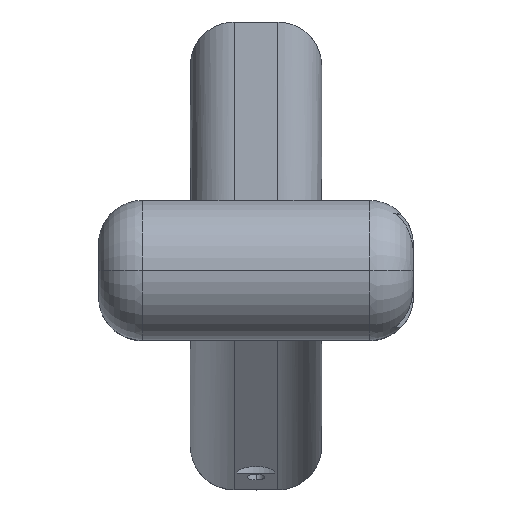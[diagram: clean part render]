
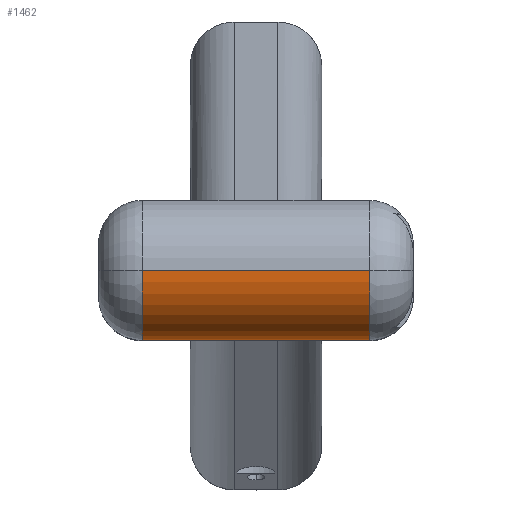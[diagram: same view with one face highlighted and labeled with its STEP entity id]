
A CAD part, top view. The second image highlights one B-rep face of the part: STEP entity #1462.
In plain terms, the highlighted cylindrical face has radius 8 mm (diameter 16 mm), a partial arc.
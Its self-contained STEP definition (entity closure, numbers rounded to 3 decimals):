
#11 = DIRECTION ( 'NONE',  ( 1., 0., 0. ) ) ;
#45 = AXIS2_PLACEMENT_3D ( 'NONE', #2708, #1057, #2233 ) ;
#205 = CARTESIAN_POINT ( 'NONE',  ( -2.5, -8., 64. ) ) ;
#229 = LINE ( 'NONE', #1386, #2212 ) ;
#280 = VERTEX_POINT ( 'NONE', #1806 ) ;
#319 = VERTEX_POINT ( 'NONE', #1140 ) ;
#386 = DIRECTION ( 'NONE',  ( -1., 0., 0. ) ) ;
#398 = VERTEX_POINT ( 'NONE', #683 ) ;
#435 = CARTESIAN_POINT ( 'NONE',  ( 18., 0., 72. ) ) ;
#501 = DIRECTION ( 'NONE',  ( 0., 0., -1. ) ) ;
#550 = ORIENTED_EDGE ( 'NONE', *, *, #1551, .T. ) ;
#575 = VERTEX_POINT ( 'NONE', #1037 ) ;
#673 = EDGE_CURVE ( 'NONE', #319, #575, #1644, .T. ) ;
#683 = CARTESIAN_POINT ( 'NONE',  ( -13., 0., 72. ) ) ;
#731 = AXIS2_PLACEMENT_3D ( 'NONE', #935, #11, #501 ) ;
#862 = ORIENTED_EDGE ( 'NONE', *, *, #1727, .T. ) ;
#897 = ORIENTED_EDGE ( 'NONE', *, *, #945, .F. ) ;
#935 = CARTESIAN_POINT ( 'NONE',  ( -13., 0., 64. ) ) ;
#945 = EDGE_CURVE ( 'NONE', #575, #1999, #1099, .T. ) ;
#1037 = CARTESIAN_POINT ( 'NONE',  ( 2.5, -8., 64. ) ) ;
#1057 = DIRECTION ( 'NONE',  ( -1., 0., 0. ) ) ;
#1099 = LINE ( 'NONE', #2971, #2474 ) ;
#1104 = DIRECTION ( 'NONE',  ( 0., 0., 1. ) ) ;
#1140 = CARTESIAN_POINT ( 'NONE',  ( 13., -8., 64. ) ) ;
#1233 = VECTOR ( 'NONE', #2565, 1000. ) ;
#1314 = ORIENTED_EDGE ( 'NONE', *, *, #673, .F. ) ;
#1386 = CARTESIAN_POINT ( 'NONE',  ( 18., -8., 64. ) ) ;
#1462 = ADVANCED_FACE ( 'NONE', ( #1801 ), #1563, .T. ) ;
#1551 = EDGE_CURVE ( 'NONE', #398, #2969, #1723, .T. ) ;
#1563 = CYLINDRICAL_SURFACE ( 'NONE', #2604, 8. ) ;
#1585 = ORIENTED_EDGE ( 'NONE', *, *, #2323, .F. ) ;
#1633 = LINE ( 'NONE', #435, #1233 ) ;
#1644 = LINE ( 'NONE', #2577, #2656 ) ;
#1697 = EDGE_LOOP ( 'NONE', ( #862, #2780, #550, #1585, #897, #1314 ) ) ;
#1723 = CIRCLE ( 'NONE', #731, 8. ) ;
#1727 = EDGE_CURVE ( 'NONE', #319, #280, #2505, .T. ) ;
#1801 = FACE_OUTER_BOUND ( 'NONE', #1697, .T. ) ;
#1806 = CARTESIAN_POINT ( 'NONE',  ( 13., 0., 72. ) ) ;
#1812 = DIRECTION ( 'NONE',  ( -1., 0., 0. ) ) ;
#1999 = VERTEX_POINT ( 'NONE', #205 ) ;
#2087 = DIRECTION ( 'NONE',  ( -1., 0., 0. ) ) ;
#2212 = VECTOR ( 'NONE', #2336, 1000. ) ;
#2233 = DIRECTION ( 'NONE',  ( 0., 0., -1. ) ) ;
#2323 = EDGE_CURVE ( 'NONE', #1999, #2969, #229, .T. ) ;
#2336 = DIRECTION ( 'NONE',  ( -1., 0., 0. ) ) ;
#2357 = EDGE_CURVE ( 'NONE', #280, #398, #1633, .T. ) ;
#2474 = VECTOR ( 'NONE', #1812, 1000. ) ;
#2499 = CARTESIAN_POINT ( 'NONE',  ( 18., 0., 64. ) ) ;
#2505 = CIRCLE ( 'NONE', #45, 8. ) ;
#2547 = CARTESIAN_POINT ( 'NONE',  ( -13., -8., 64. ) ) ;
#2565 = DIRECTION ( 'NONE',  ( -1., 0., 0. ) ) ;
#2577 = CARTESIAN_POINT ( 'NONE',  ( 18., -8., 64. ) ) ;
#2604 = AXIS2_PLACEMENT_3D ( 'NONE', #2499, #386, #1104 ) ;
#2656 = VECTOR ( 'NONE', #2087, 1000. ) ;
#2708 = CARTESIAN_POINT ( 'NONE',  ( 13., 0., 64. ) ) ;
#2780 = ORIENTED_EDGE ( 'NONE', *, *, #2357, .T. ) ;
#2969 = VERTEX_POINT ( 'NONE', #2547 ) ;
#2971 = CARTESIAN_POINT ( 'NONE',  ( 7.5, -8., 64. ) ) ;
